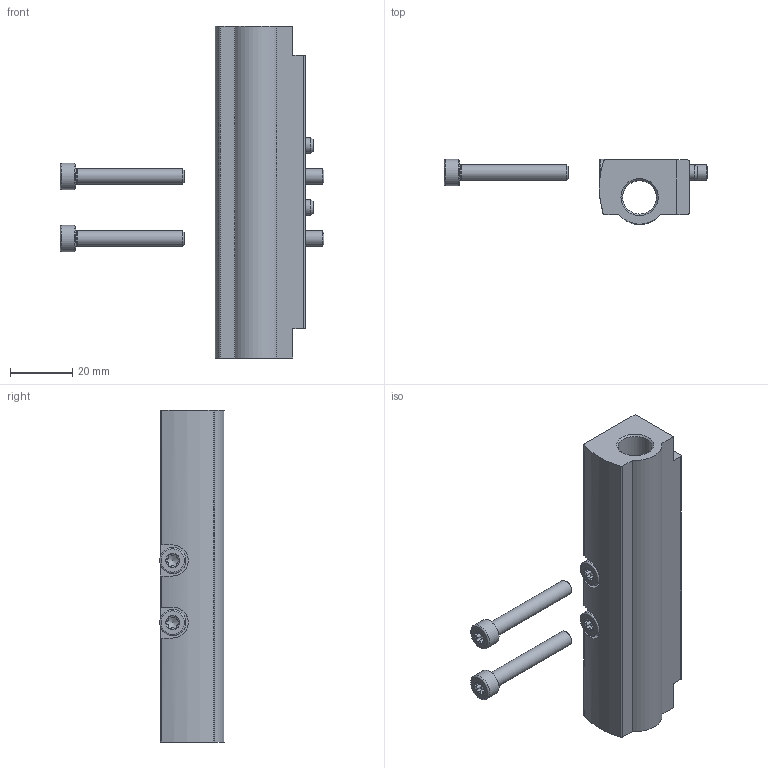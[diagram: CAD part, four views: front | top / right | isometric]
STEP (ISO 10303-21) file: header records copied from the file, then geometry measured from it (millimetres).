
FILE_DESCRIPTION(/* description */ ('STEP AP214'),/* implementation_level */ '2;1');
FILE_NAME(/* name */ '541729_DADP-DGC-18-KF',/* time_stamp */ '2024-08-12T19:50:11+02:00',/* author */ ('License CC BY-ND 4.0'),/* organization */ ('CADENAS'),/* preprocessor_version */ 'ST-DEVELOPER v19.3',/* originating_system */ 'PARTsolutions',/* authorisation */ ' ');
FILE_SCHEMA (('AUTOMOTIVE_DESIGN {1 0 10303 214 3 1 1}'));
Length unit declared in the file: millimetre
Products named in the file (5): 541729 DADP-DGC-18-KF; 541729 DADP-DGC-18-KF---(S); ISO 14579 M5x30(F); 150928 ZBS-5; ISO 14579 M5x35(F)
Assembly tree (7 placements, depth 2):
  541729 DADP-DGC-18-KF
    541729 DADP-DGC-18-KF---(S)
    ISO 14579 M5x30(F)  x2
    150928 ZBS-5  x2
    ISO 14579 M5x35(F)  x2
Bounding box: 85 x 20.92 x 107 mm (x, y, z)
Volume: 45292.3 mm3; surface area: 18721 mm2
Topology: 7 solids, 7 shells, 172 faces, 398 edges, 248 vertices
Faces by surface type: cylinder 76, cone 46, plane 38, torus 12
Full cylindrical faces by diameter (mm): 5 x7, 5.5 x2, 8.5 x4, 10.917 x2, 12.3 x1
Entity records: 3213 total; most frequent: CARTESIAN_POINT 781, DIRECTION 462, ORIENTED_EDGE 440, EDGE_CURVE 220, AXIS2_PLACEMENT_3D 191, VERTEX_POINT 158, FACE_BOUND 154, EDGE_LOOP 152
